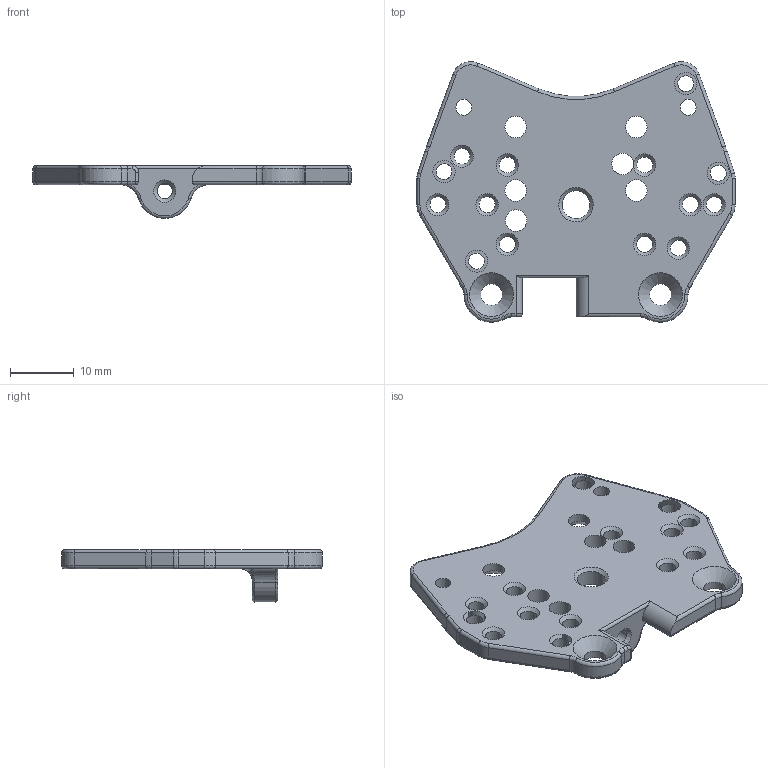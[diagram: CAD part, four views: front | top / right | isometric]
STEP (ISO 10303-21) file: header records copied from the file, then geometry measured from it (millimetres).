
FILE_DESCRIPTION(/* description */ (''),/* implementation_level */ '2;1');
FILE_NAME(/* name */ 'Takeoff SLM Top Plate V3.step',/* time_stamp */ '2024-06-01T18:19:55-04:00',/* author */ (''),/* organization */ (''),/* preprocessor_version */ 'ST-DEVELOPER v20',/* originating_system */ 'Autodesk Translation Framework v13.14.0.145',/* authorisation */ '');
FILE_SCHEMA (('AUTOMOTIVE_DESIGN { 1 0 10303 214 3 1 1 }'));
Length unit declared in the file: millimetre
Products named in the file (1): Jaguar SLM TOP PLATE 
Bounding box: 50.13 x 41.03 x 8.28 mm (x, y, z)
Volume: 4298.3 mm3; surface area: 4008.4 mm2
Topology: 1 solids, 1 shells, 163 faces, 402 edges, 237 vertices
Faces by surface type: cylinder 80, torus 36, cone 22, plane 21, bspline 3, sphere 1
Full cylindrical faces by diameter (mm): 2.4 x1, 2.5 x10, 2.529 x6, 3.4 x8, 4.4 x1
Entity records: 5316 total; most frequent: CARTESIAN_POINT 1219, DIRECTION 922, ORIENTED_EDGE 802, EDGE_CURVE 401, AXIS2_PLACEMENT_3D 381, VERTEX_POINT 237, CIRCLE 219, EDGE_LOOP 212
